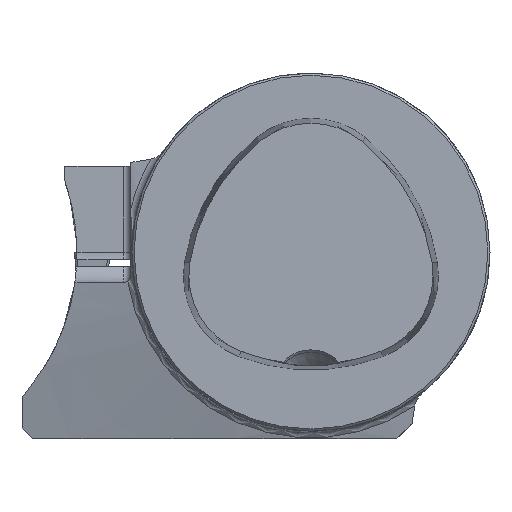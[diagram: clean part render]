
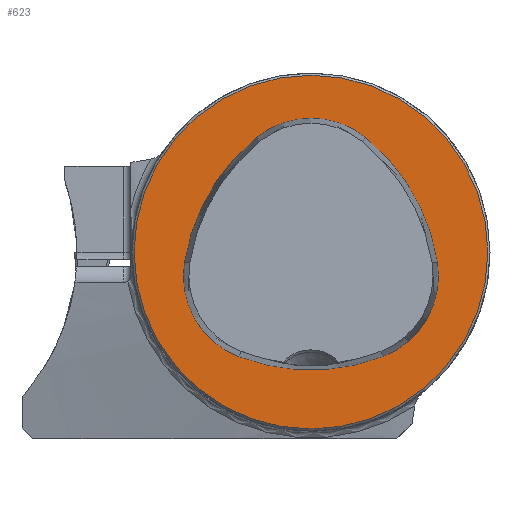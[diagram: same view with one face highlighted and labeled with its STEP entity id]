
A CAD part, top view. The second image highlights one B-rep face of the part: STEP entity #623.
In plain terms, the highlighted planar face has unit normal (0, 0, 1).
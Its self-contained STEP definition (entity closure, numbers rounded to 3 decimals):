
#110=FACE_BOUND('',#866,.T.);
#111=FACE_BOUND('',#867,.T.);
#193=PLANE('',#2353);
#623=ADVANCED_FACE('CU_FL_N1_SU_1',(#110,#111),#193,.T.);
#866=EDGE_LOOP('',(#1230,#1231,#1232,#1233,#1234,#1235));
#867=EDGE_LOOP('',(#1236));
#970=CIRCLE('',#2344,28.075);
#972=CIRCLE('',#2347,28.075);
#973=CIRCLE('',#2348,12.075);
#974=CIRCLE('',#2349,28.075);
#975=CIRCLE('',#2350,12.075);
#976=CIRCLE('',#2351,12.075);
#977=CIRCLE('',#2352,24.7);
#1230=ORIENTED_EDGE('',*,*,#2006,.F.);
#1231=ORIENTED_EDGE('',*,*,#2007,.F.);
#1232=ORIENTED_EDGE('',*,*,#2008,.F.);
#1233=ORIENTED_EDGE('',*,*,#2009,.F.);
#1234=ORIENTED_EDGE('',*,*,#2003,.F.);
#1235=ORIENTED_EDGE('',*,*,#2010,.F.);
#1236=ORIENTED_EDGE('',*,*,#2011,.T.);
#1762=VERTEX_POINT('',#3901);
#1763=VERTEX_POINT('',#3903);
#1765=VERTEX_POINT('',#3909);
#1766=VERTEX_POINT('',#3910);
#1767=VERTEX_POINT('',#3912);
#1768=VERTEX_POINT('',#3914);
#1769=VERTEX_POINT('',#3918);
#2003=EDGE_CURVE('',#1762,#1763,#970,.T.);
#2006=EDGE_CURVE('',#1765,#1766,#972,.T.);
#2007=EDGE_CURVE('',#1767,#1765,#973,.T.);
#2008=EDGE_CURVE('',#1768,#1767,#974,.T.);
#2009=EDGE_CURVE('',#1763,#1768,#975,.T.);
#2010=EDGE_CURVE('',#1766,#1762,#976,.T.);
#2011=EDGE_CURVE('',#1769,#1769,#977,.T.);
#2344=AXIS2_PLACEMENT_3D('',#3902,#2693,#2694);
#2347=AXIS2_PLACEMENT_3D('',#3908,#2700,#2701);
#2348=AXIS2_PLACEMENT_3D('',#3911,#2702,#2703);
#2349=AXIS2_PLACEMENT_3D('',#3913,#2704,#2705);
#2350=AXIS2_PLACEMENT_3D('',#3915,#2706,#2707);
#2351=AXIS2_PLACEMENT_3D('',#3916,#2708,#2709);
#2352=AXIS2_PLACEMENT_3D('',#3917,#2710,#2711);
#2353=AXIS2_PLACEMENT_3D('',#3919,#2712,#2713);
#2693=DIRECTION('',(0.,0.,1.));
#2694=DIRECTION('',(1.,0.,0.));
#2700=DIRECTION('',(0.,0.,1.));
#2701=DIRECTION('',(1.,0.,0.));
#2702=DIRECTION('',(0.,0.,1.));
#2703=DIRECTION('',(1.,0.,0.));
#2704=DIRECTION('',(0.,0.,1.));
#2705=DIRECTION('',(1.,0.,0.));
#2706=DIRECTION('',(0.,0.,1.));
#2707=DIRECTION('',(1.,0.,0.));
#2708=DIRECTION('',(0.,0.,1.));
#2709=DIRECTION('',(1.,0.,0.));
#2710=DIRECTION('',(0.,0.,1.));
#2711=DIRECTION('',(1.,0.,0.));
#2712=DIRECTION('',(0.,0.,1.));
#2713=DIRECTION('',(1.,0.,0.));
#3901=CARTESIAN_POINT('',(-10.05,-14.595,0.));
#3902=CARTESIAN_POINT('',(0.,11.62,0.));
#3903=CARTESIAN_POINT('',(10.05,-14.595,0.));
#3908=CARTESIAN_POINT('',(10.078,-5.807,0.));
#3909=CARTESIAN_POINT('',(-7.606,15.999,0.));
#3910=CARTESIAN_POINT('',(-17.656,-1.443,0.));
#3911=CARTESIAN_POINT('',(0.,6.62,0.));
#3912=CARTESIAN_POINT('',(7.606,15.999,0.));
#3913=CARTESIAN_POINT('',(-10.078,-5.807,0.));
#3914=CARTESIAN_POINT('',(17.656,-1.443,0.));
#3915=CARTESIAN_POINT('',(5.727,-3.32,0.));
#3916=CARTESIAN_POINT('',(-5.727,-3.32,0.));
#3917=CARTESIAN_POINT('',(0.,0.,0.));
#3918=CARTESIAN_POINT('',(24.7,0.,0.));
#3919=CARTESIAN_POINT('',(0.,0.,0.));
